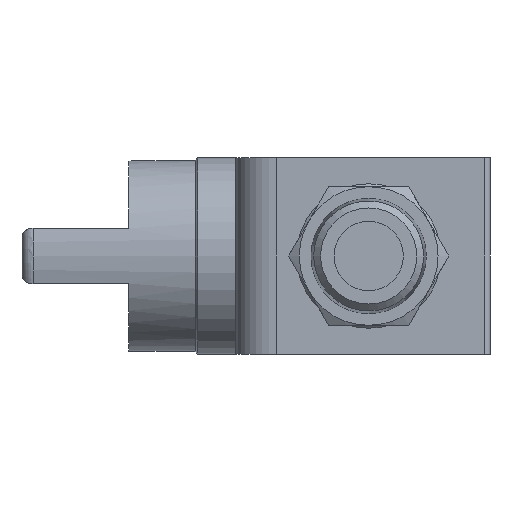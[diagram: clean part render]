
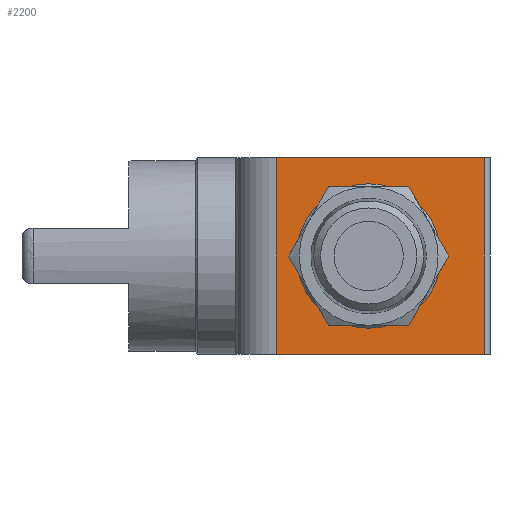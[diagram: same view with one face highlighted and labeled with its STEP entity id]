
A CAD part, left-side view. The second image highlights one B-rep face of the part: STEP entity #2200.
In plain terms, the highlighted planar face has unit normal (-1, 0, 0).
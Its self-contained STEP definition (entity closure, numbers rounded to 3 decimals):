
#34=PLANE('',#2326);
#118=LINE('',#3183,#212);
#119=LINE('',#3186,#213);
#120=LINE('',#3188,#214);
#121=LINE('',#3190,#215);
#212=VECTOR('',#2601,1000.);
#213=VECTOR('',#2602,1000.);
#214=VECTOR('',#2603,1000.);
#215=VECTOR('',#2604,1000.);
#308=CIRCLE('',#2327,6.25);
#465=ORIENTED_EDGE('',*,*,#875,.F.);
#466=ORIENTED_EDGE('',*,*,#876,.T.);
#467=ORIENTED_EDGE('',*,*,#877,.F.);
#468=ORIENTED_EDGE('',*,*,#878,.F.);
#469=ORIENTED_EDGE('',*,*,#879,.T.);
#875=EDGE_CURVE('',#1071,#1071,#308,.F.);
#876=EDGE_CURVE('',#1072,#1073,#118,.T.);
#877=EDGE_CURVE('',#1074,#1073,#119,.T.);
#878=EDGE_CURVE('',#1075,#1074,#120,.T.);
#879=EDGE_CURVE('',#1075,#1072,#121,.T.);
#1071=VERTEX_POINT('',#3182);
#1072=VERTEX_POINT('',#3184);
#1073=VERTEX_POINT('',#3185);
#1074=VERTEX_POINT('',#3187);
#1075=VERTEX_POINT('',#3189);
#1199=EDGE_LOOP('',(#465));
#1200=EDGE_LOOP('',(#466,#467,#468,#469));
#1337=FACE_BOUND('',#1199,.T.);
#1338=FACE_BOUND('',#1200,.T.);
#2200=ADVANCED_FACE('',(#1337,#1338),#34,.F.);
#2326=AXIS2_PLACEMENT_3D('',#3180,#2597,#2598);
#2327=AXIS2_PLACEMENT_3D('',#3181,#2599,#2600);
#2597=DIRECTION('',(1.,0.,0.));
#2598=DIRECTION('',(0.,0.,-1.));
#2599=DIRECTION('',(1.,0.,0.));
#2600=DIRECTION('',(0.,0.,-1.));
#2601=DIRECTION('',(0.,-1.,0.));
#2602=DIRECTION('',(0.,0.,-1.));
#2603=DIRECTION('',(0.,-1.,0.));
#2604=DIRECTION('',(0.,0.,-1.));
#3180=CARTESIAN_POINT('',(-12.5,8.,8.5));
#3181=CARTESIAN_POINT('',(-12.5,0.,0.));
#3182=CARTESIAN_POINT('',(-12.5,0.,-6.25));
#3183=CARTESIAN_POINT('',(-12.5,8.,-8.5));
#3184=CARTESIAN_POINT('',(-12.5,8.,-8.5));
#3185=CARTESIAN_POINT('',(-12.5,-10.,-8.5));
#3186=CARTESIAN_POINT('',(-12.5,-10.,8.5));
#3187=CARTESIAN_POINT('',(-12.5,-10.,8.5));
#3188=CARTESIAN_POINT('',(-12.5,8.,8.5));
#3189=CARTESIAN_POINT('',(-12.5,8.,8.5));
#3190=CARTESIAN_POINT('',(-12.5,8.,8.5));
